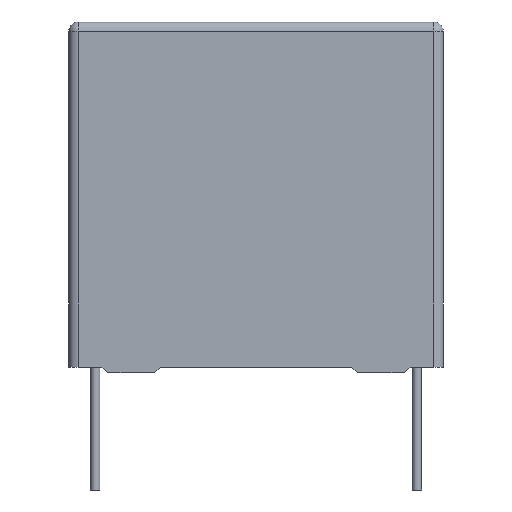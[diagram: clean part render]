
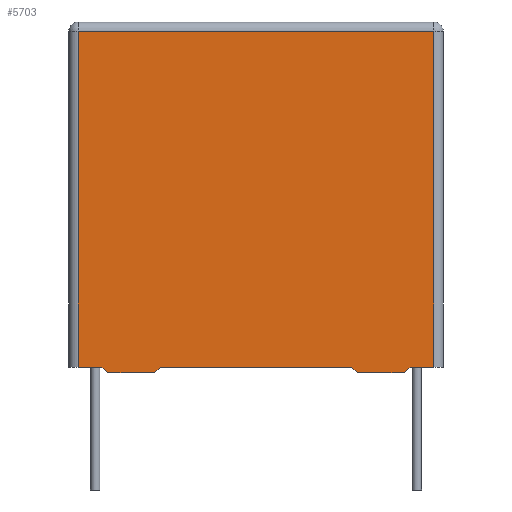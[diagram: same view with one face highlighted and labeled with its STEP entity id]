
A CAD part, front view. The second image highlights one B-rep face of the part: STEP entity #5703.
In plain terms, the highlighted planar face has unit normal (0, -1, 0).
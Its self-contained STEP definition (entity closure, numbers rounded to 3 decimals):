
#46 = VERTEX_POINT ( 'NONE', #433 ) ;
#208 = CARTESIAN_POINT ( 'NONE',  ( -16., -8., 29.2 ) ) ;
#211 = EDGE_CURVE ( 'NONE', #46, #11838, #761, .T. ) ;
#433 = CARTESIAN_POINT ( 'NONE',  ( 8.169, -8., 0.5 ) ) ;
#484 = CARTESIAN_POINT ( 'NONE',  ( -8.169, -8., 0.5 ) ) ;
#543 = EDGE_CURVE ( 'NONE', #10958, #9838, #5138, .T. ) ;
#548 = EDGE_CURVE ( 'NONE', #6020, #7245, #8064, .T. ) ;
#655 = VECTOR ( 'NONE', #1982, 1000. ) ;
#747 = LINE ( 'NONE', #10650, #10874 ) ;
#761 = LINE ( 'NONE', #9377, #8953 ) ;
#1129 = EDGE_CURVE ( 'NONE', #9458, #10042, #10201, .T. ) ;
#1191 = LINE ( 'NONE', #1387, #10889 ) ;
#1279 = LINE ( 'NONE', #4245, #10907 ) ;
#1387 = CARTESIAN_POINT ( 'NONE',  ( 15.2, -8., 30. ) ) ;
#1477 = DIRECTION ( 'NONE',  ( -0.707, 0., -0.707 ) ) ;
#1549 = ORIENTED_EDGE ( 'NONE', *, *, #8941, .F. ) ;
#1881 = ORIENTED_EDGE ( 'NONE', *, *, #3534, .T. ) ;
#1926 = DIRECTION ( 'NONE',  ( -0.707, 0., 0.707 ) ) ;
#1982 = DIRECTION ( 'NONE',  ( 1., 0., 0. ) ) ;
#2094 = CARTESIAN_POINT ( 'NONE',  ( -15.2, -8., 0.5 ) ) ;
#2111 = LINE ( 'NONE', #6120, #655 ) ;
#2234 = ORIENTED_EDGE ( 'NONE', *, *, #4633, .T. ) ;
#2282 = VECTOR ( 'NONE', #1926, 1000. ) ;
#2404 = CARTESIAN_POINT ( 'NONE',  ( -12.669, -8., 0. ) ) ;
#2800 = EDGE_CURVE ( 'NONE', #5194, #9381, #3943, .T. ) ;
#2989 = VECTOR ( 'NONE', #4598, 1000. ) ;
#3007 = ORIENTED_EDGE ( 'NONE', *, *, #2800, .F. ) ;
#3027 = CARTESIAN_POINT ( 'NONE',  ( 15.2, -8., 29.2 ) ) ;
#3146 = EDGE_CURVE ( 'NONE', #11838, #10042, #1279, .T. ) ;
#3469 = ORIENTED_EDGE ( 'NONE', *, *, #1129, .T. ) ;
#3470 = DIRECTION ( 'NONE',  ( 1., 0., 0. ) ) ;
#3534 = EDGE_CURVE ( 'NONE', #7245, #9381, #747, .T. ) ;
#3774 = CARTESIAN_POINT ( 'NONE',  ( -18.666, -8., 27.334 ) ) ;
#3887 = EDGE_CURVE ( 'NONE', #9458, #5194, #4725, .T. ) ;
#3943 = LINE ( 'NONE', #7936, #10894 ) ;
#4162 = EDGE_LOOP ( 'NONE', ( #11270, #3469, #11601, #10638, #1549, #8573, #12398, #7410, #2234, #12039, #1881, #3007 ) ) ;
#4245 = CARTESIAN_POINT ( 'NONE',  ( 2.666, -8., 11.334 ) ) ;
#4376 = CARTESIAN_POINT ( 'NONE',  ( -16., -8., 0.5 ) ) ;
#4499 = LINE ( 'NONE', #12490, #5566 ) ;
#4598 = DIRECTION ( 'NONE',  ( -0.707, 0., 0.707 ) ) ;
#4633 = EDGE_CURVE ( 'NONE', #9838, #6020, #1191, .T. ) ;
#4725 = LINE ( 'NONE', #10515, #2989 ) ;
#4876 = FACE_OUTER_BOUND ( 'NONE', #4162, .T. ) ;
#5138 = LINE ( 'NONE', #4376, #5803 ) ;
#5194 = VERTEX_POINT ( 'NONE', #12615 ) ;
#5218 = CARTESIAN_POINT ( 'NONE',  ( -16., -8., 0. ) ) ;
#5566 = VECTOR ( 'NONE', #10611, 1000. ) ;
#5568 = VERTEX_POINT ( 'NONE', #7248 ) ;
#5689 = CARTESIAN_POINT ( 'NONE',  ( 15.2, -8., 0.5 ) ) ;
#5703 = ADVANCED_FACE ( 'NONE', ( #4876 ), #12800, .F. ) ;
#5803 = VECTOR ( 'NONE', #3470, 1000. ) ;
#5872 = LINE ( 'NONE', #3774, #2282 ) ;
#5919 = DIRECTION ( 'NONE',  ( 0., 1., 0. ) ) ;
#6020 = VERTEX_POINT ( 'NONE', #3027 ) ;
#6120 = CARTESIAN_POINT ( 'NONE',  ( -16., -8., 0. ) ) ;
#6395 = CARTESIAN_POINT ( 'NONE',  ( -8.669, -8., 0. ) ) ;
#6976 = CARTESIAN_POINT ( 'NONE',  ( -16., -8., 30. ) ) ;
#7245 = VERTEX_POINT ( 'NONE', #12600 ) ;
#7248 = CARTESIAN_POINT ( 'NONE',  ( 8.669, -8., 0. ) ) ;
#7307 = DIRECTION ( 'NONE',  ( 0., 0., 1. ) ) ;
#7342 = VERTEX_POINT ( 'NONE', #11803 ) ;
#7410 = ORIENTED_EDGE ( 'NONE', *, *, #543, .T. ) ;
#7447 = DIRECTION ( 'NONE',  ( 0., 0., -1. ) ) ;
#7889 = DIRECTION ( 'NONE',  ( 0., 0., 1. ) ) ;
#7936 = CARTESIAN_POINT ( 'NONE',  ( -16., -8., 0.5 ) ) ;
#8064 = LINE ( 'NONE', #208, #9545 ) ;
#8109 = EDGE_CURVE ( 'NONE', #10958, #7342, #4499, .T. ) ;
#8551 = DIRECTION ( 'NONE',  ( -1., 0., 0. ) ) ;
#8573 = ORIENTED_EDGE ( 'NONE', *, *, #9075, .T. ) ;
#8941 = EDGE_CURVE ( 'NONE', #5568, #46, #5872, .T. ) ;
#8953 = VECTOR ( 'NONE', #8551, 1000. ) ;
#9075 = EDGE_CURVE ( 'NONE', #5568, #7342, #2111, .T. ) ;
#9228 = DIRECTION ( 'NONE',  ( 1., 0., 0. ) ) ;
#9377 = CARTESIAN_POINT ( 'NONE',  ( -16., -8., 0.5 ) ) ;
#9381 = VERTEX_POINT ( 'NONE', #2094 ) ;
#9458 = VERTEX_POINT ( 'NONE', #2404 ) ;
#9545 = VECTOR ( 'NONE', #11331, 1000. ) ;
#9838 = VERTEX_POINT ( 'NONE', #5689 ) ;
#10042 = VERTEX_POINT ( 'NONE', #6395 ) ;
#10201 = LINE ( 'NONE', #5218, #11356 ) ;
#10298 = AXIS2_PLACEMENT_3D ( 'NONE', #6976, #5919, #7889 ) ;
#10515 = CARTESIAN_POINT ( 'NONE',  ( -29.334, -8., 16.666 ) ) ;
#10611 = DIRECTION ( 'NONE',  ( -0.707, 0., -0.707 ) ) ;
#10638 = ORIENTED_EDGE ( 'NONE', *, *, #211, .F. ) ;
#10650 = CARTESIAN_POINT ( 'NONE',  ( -15.2, -8., 30. ) ) ;
#10874 = VECTOR ( 'NONE', #7447, 1000. ) ;
#10889 = VECTOR ( 'NONE', #7307, 1000. ) ;
#10894 = VECTOR ( 'NONE', #11857, 1000. ) ;
#10907 = VECTOR ( 'NONE', #1477, 1000. ) ;
#10958 = VERTEX_POINT ( 'NONE', #12047 ) ;
#11270 = ORIENTED_EDGE ( 'NONE', *, *, #3887, .F. ) ;
#11331 = DIRECTION ( 'NONE',  ( -1., 0., 0. ) ) ;
#11356 = VECTOR ( 'NONE', #9228, 1000. ) ;
#11601 = ORIENTED_EDGE ( 'NONE', *, *, #3146, .F. ) ;
#11803 = CARTESIAN_POINT ( 'NONE',  ( 12.669, -8., 0. ) ) ;
#11838 = VERTEX_POINT ( 'NONE', #484 ) ;
#11857 = DIRECTION ( 'NONE',  ( -1., 0., 0. ) ) ;
#12039 = ORIENTED_EDGE ( 'NONE', *, *, #548, .T. ) ;
#12047 = CARTESIAN_POINT ( 'NONE',  ( 13.169, -8., 0.5 ) ) ;
#12398 = ORIENTED_EDGE ( 'NONE', *, *, #8109, .F. ) ;
#12490 = CARTESIAN_POINT ( 'NONE',  ( 13.334, -8., 0.666 ) ) ;
#12600 = CARTESIAN_POINT ( 'NONE',  ( -15.2, -8., 29.2 ) ) ;
#12615 = CARTESIAN_POINT ( 'NONE',  ( -13.169, -8., 0.5 ) ) ;
#12800 = PLANE ( 'NONE',  #10298 ) ;
